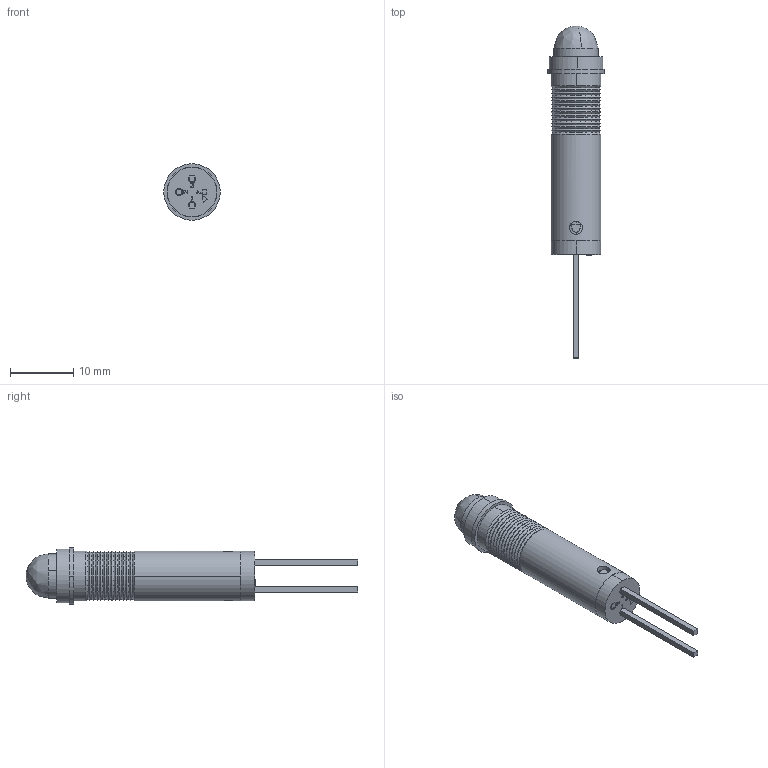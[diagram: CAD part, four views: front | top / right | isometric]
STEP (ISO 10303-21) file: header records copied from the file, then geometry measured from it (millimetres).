
FILE_DESCRIPTION (( 'STEP AP214' ), '1' );
FILE_NAME ('C46_Series.STEP', '2019-02-16T00:47:43', ( 'user' ), ( 'Microsoft' ), 'SwSTEP 2.0', 'SolidWorks 2018', '' );
FILE_SCHEMA (( 'AUTOMOTIVE_DESIGN' ));
Length unit declared in the file: foot
Products named in the file (12): 50-PS40_PS44; PS40-WHXP01_2pins; PS40-WHXP01_2pins-3; PS40-WHXP01_2pins-2; PS40-WHXP01_2pins-1; 46-NX; 200-B1K_FOR 44 SERIES; 200-B1K_FOR 44 SERIES-1; SLEEVE 40-44 (SONIC WELD) 500007; C46_Series
Assembly tree (11 placements, depth 3):
  C46_Series
    SLEEVE 40-44 (SONIC WELD) 500007
    200-B1K_FOR 44 SERIES
      200-B1K_FOR 44 SERIES
      200-B1K_FOR 44 SERIES-1
    46-NX
    PS40-WHXP01_2pins
      PS40-WHXP01_2pins
      PS40-WHXP01_2pins-1
      PS40-WHXP01_2pins-2
      PS40-WHXP01_2pins-3
    50-PS40_PS44
Bounding box: 8.89 x 52.29 x 8.89 mm (x, y, z)
Volume: 925.2 mm3; surface area: 3151 mm2
Topology: 8 solids, 9 shells, 463 faces, 1252 edges, 816 vertices
Faces by surface type: plane 270, cylinder 96, cone 67, bspline 30
Entity records: 16783 total; most frequent: CARTESIAN_POINT 4700, ORIENTED_EDGE 2484, DIRECTION 2356, EDGE_CURVE 1244, AXIS2_PLACEMENT_3D 818, VERTEX_POINT 816, LINE 720, VECTOR 720
